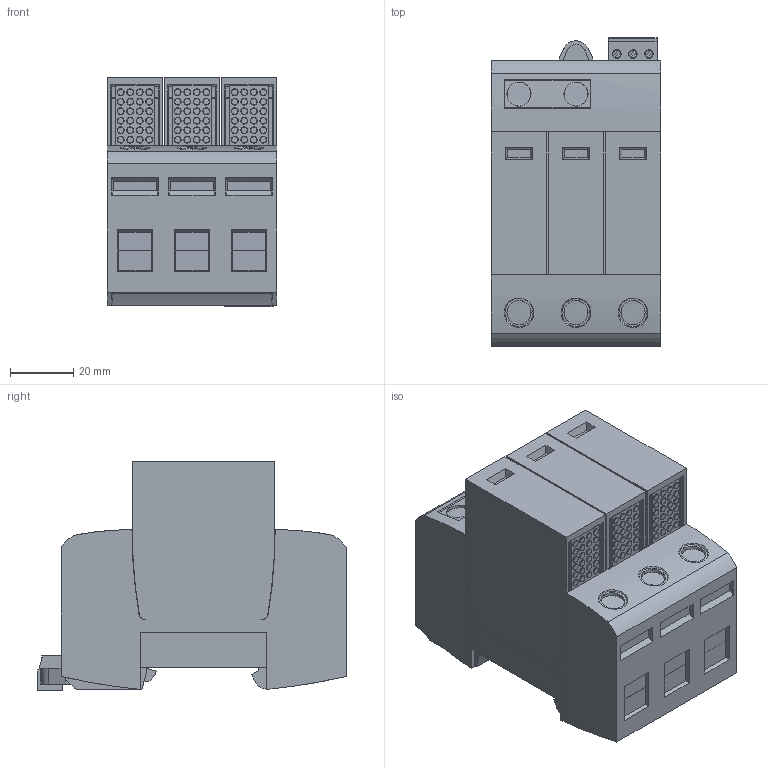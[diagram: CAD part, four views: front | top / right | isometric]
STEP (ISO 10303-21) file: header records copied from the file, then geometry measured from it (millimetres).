
FILE_DESCRIPTION((''),'2;1');
FILE_NAME('CAD-7061_SW0001','2020-09-07T10:13:37',('creinig-se'),(''),'CREO PARAMETRIC BY PTC INC, 2019292','CREO PARAMETRIC BY PTC INC, 2019292','');
FILE_SCHEMA(('CONFIG_CONTROL_DESIGN','SHAPE_APPEARANCE_LAYERS_GROUPS'));
Length unit declared in the file: millimetre
Products named in the file (1): CAD-7061_SW0001
Bounding box: 53.5 x 97.3 x 72.35 mm (x, y, z)
Volume: 270481.3 mm3; surface area: 43455.3 mm2
Topology: 1 solids, 1 shells, 852 faces, 2081 edges, 1410 vertices
Faces by surface type: plane 489, cone 304, cylinder 52, bspline 5, extrusion 2
Entity records: 34490 total; most frequent: CARTESIAN_POINT 8311, DIRECTION 4364, ORIENTED_EDGE 4156, EDGE_CURVE 2078, AXIS2_PLACEMENT_3D 1569, VERTEX_POINT 1404, VECTOR 1226, LINE 1224
